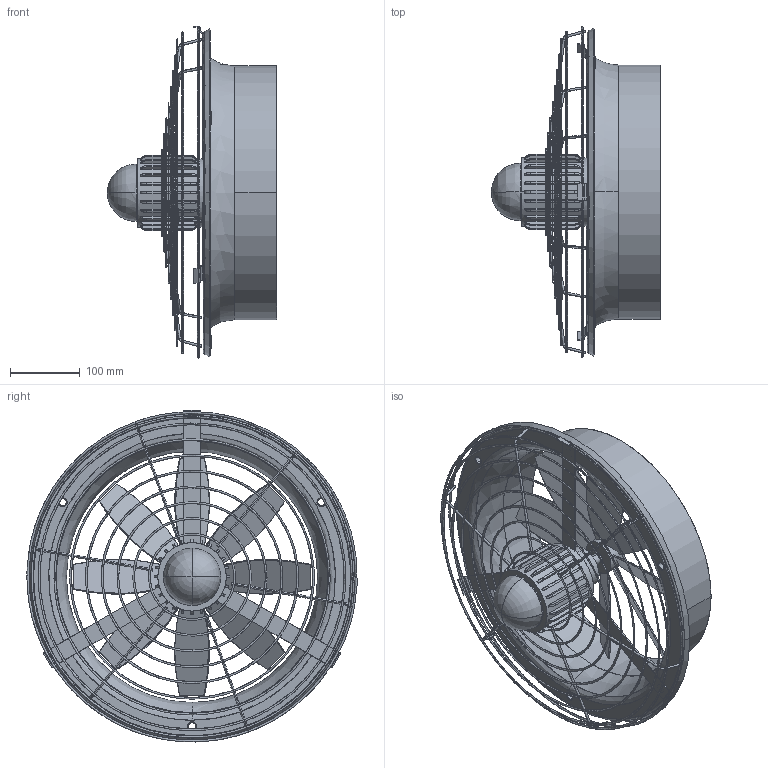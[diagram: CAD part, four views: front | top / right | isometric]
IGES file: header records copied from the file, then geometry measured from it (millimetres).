
Start section: SolidWorks IGES file using analytic representation for surfaces
Global section: file name: 0094.0018.IGS; native system: SolidWorks 2013; preprocessor: SolidWorks 2013; author: WS; date: 150208.144118; units: millimetre
Bounding box: 242.4 x 473.12 x 475.71 mm (x, y, z)
Surface area: 689232.1 mm2 (no closed solid volume)
Topology: 0 solids, 0 shells, 665 faces, 10443 edges, 10221 vertices
Faces by surface type: bspline 515, revolution 150
